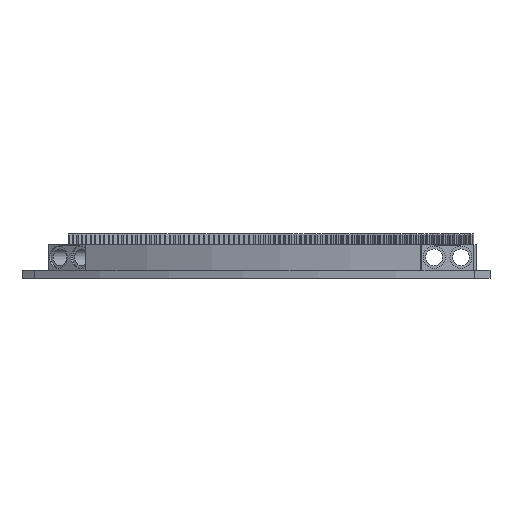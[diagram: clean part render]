
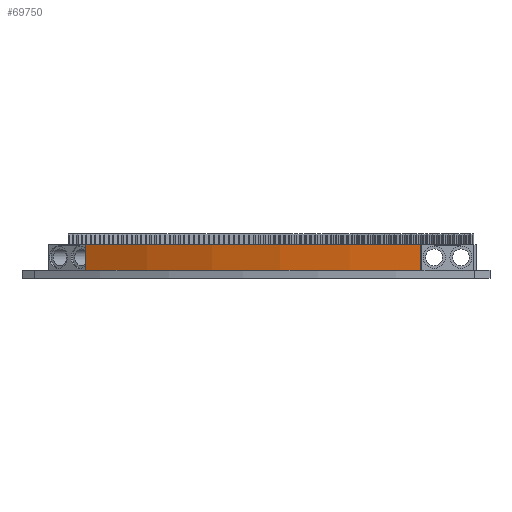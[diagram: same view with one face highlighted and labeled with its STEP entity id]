
A CAD part, left-side view. The second image highlights one B-rep face of the part: STEP entity #69750.
In plain terms, the highlighted cylindrical face has radius 215.9 mm (diameter 431.8 mm), a partial arc.
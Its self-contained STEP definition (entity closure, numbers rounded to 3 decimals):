
#252 = PLANE('',#253);
#253 = AXIS2_PLACEMENT_3D('',#254,#255,#256);
#254 = CARTESIAN_POINT('',(-9.227,-2.044,-4.4));
#255 = DIRECTION('',(-0.,-0.,1.));
#256 = DIRECTION('',(0.316,0.949,0.));
#308 = PLANE('',#309);
#309 = AXIS2_PLACEMENT_3D('',#310,#311,#312);
#310 = CARTESIAN_POINT('',(-9.227,-2.044,3.4));
#311 = DIRECTION('',(0.,0.,-1.));
#312 = DIRECTION('',(0.316,0.949,0.));
#24694 = VERTEX_POINT('',#24695);
#24695 = CARTESIAN_POINT('',(-1.335,51.094,-4.4));
#24709 = PLANE('',#24710);
#24710 = AXIS2_PLACEMENT_3D('',#24711,#24712,#24713);
#24711 = CARTESIAN_POINT('',(-14.69,61.11,-4.4));
#24712 = DIRECTION('',(-0.6,-0.8,0.));
#24713 = DIRECTION('',(0.,0.,1.));
#24721 = EDGE_CURVE('',#24722,#24694,#24724,.T.);
#24722 = VERTEX_POINT('',#24723);
#24723 = CARTESIAN_POINT('',(-34.796,-49.29,-4.4));
#24724 = SURFACE_CURVE('',#24725,(#24730,#24741),.PCURVE_S1.);
#24725 = CIRCLE('',#24726,215.9);
#24726 = AXIS2_PLACEMENT_3D('',#24727,#24728,#24729);
#24727 = CARTESIAN_POINT('',(180.51,-65.29,-4.4));
#24728 = DIRECTION('',(0.,0.,-1.));
#24729 = DIRECTION('',(-1.,0.,0.));
#24730 = PCURVE('',#252,#24731);
#24731 = DEFINITIONAL_REPRESENTATION('',(#24732),#24740);
#24732 = ( BOUNDED_CURVE() B_SPLINE_CURVE(2,(#24733,#24734,#24735,#24736
    ,#24737,#24738,#24739),.UNSPECIFIED.,.T.,.F.) 
B_SPLINE_CURVE_WITH_KNOTS((1,2,2,2,2,1),(-2.094,0.,
    2.094,4.189,6.283,8.378),
.UNSPECIFIED.) CURVE() GEOMETRIC_REPRESENTATION_ITEM() 
RATIONAL_B_SPLINE_CURVE((1.,0.5,1.,0.5,1.,0.5,1.)) REPRESENTATION_ITEM(
  '') );
#24733 = CARTESIAN_POINT('',(-68.274,4.821));
#24734 = CARTESIAN_POINT('',(286.486,123.074));
#24735 = CARTESIAN_POINT('',(211.517,-243.284));
#24736 = CARTESIAN_POINT('',(136.547,-609.641));
#24737 = CARTESIAN_POINT('',(-143.243,-361.537));
#24738 = CARTESIAN_POINT('',(-423.033,-113.433));
#24739 = CARTESIAN_POINT('',(-68.274,4.821));
#24740 = ( GEOMETRIC_REPRESENTATION_CONTEXT(2) 
PARAMETRIC_REPRESENTATION_CONTEXT() REPRESENTATION_CONTEXT('2D SPACE',''
  ) );
#24741 = PCURVE('',#24742,#24747);
#24742 = CYLINDRICAL_SURFACE('',#24743,215.9);
#24743 = AXIS2_PLACEMENT_3D('',#24744,#24745,#24746);
#24744 = CARTESIAN_POINT('',(180.51,-65.29,-4.4));
#24745 = DIRECTION('',(-0.,-0.,1.));
#24746 = DIRECTION('',(-1.,0.,0.));
#24747 = DEFINITIONAL_REPRESENTATION('',(#24748),#24752);
#24748 = LINE('',#24749,#24750);
#24749 = CARTESIAN_POINT('',(-0.,0.));
#24750 = VECTOR('',#24751,1.);
#24751 = DIRECTION('',(-1.,0.));
#24752 = ( GEOMETRIC_REPRESENTATION_CONTEXT(2) 
PARAMETRIC_REPRESENTATION_CONTEXT() REPRESENTATION_CONTEXT('2D SPACE',''
  ) );
#24770 = PLANE('',#24771);
#24771 = AXIS2_PLACEMENT_3D('',#24772,#24773,#24774);
#24772 = CARTESIAN_POINT('',(12.51,-49.29,-4.4));
#24773 = DIRECTION('',(0.,1.,0.));
#24774 = DIRECTION('',(0.,0.,1.));
#26863 = VERTEX_POINT('',#26864);
#26864 = CARTESIAN_POINT('',(-34.796,-49.29,3.4));
#26885 = EDGE_CURVE('',#26863,#26886,#26888,.T.);
#26886 = VERTEX_POINT('',#26887);
#26887 = CARTESIAN_POINT('',(-1.335,51.094,3.4));
#26888 = SURFACE_CURVE('',#26889,(#26894,#26901),.PCURVE_S1.);
#26889 = CIRCLE('',#26890,215.9);
#26890 = AXIS2_PLACEMENT_3D('',#26891,#26892,#26893);
#26891 = CARTESIAN_POINT('',(180.51,-65.29,3.4));
#26892 = DIRECTION('',(0.,0.,-1.));
#26893 = DIRECTION('',(-1.,0.,0.));
#26894 = PCURVE('',#308,#26895);
#26895 = DEFINITIONAL_REPRESENTATION('',(#26896),#26900);
#26896 = CIRCLE('',#26897,215.9);
#26897 = AXIS2_PLACEMENT_2D('',#26898,#26899);
#26898 = CARTESIAN_POINT('',(0.,200.));
#26899 = DIRECTION('',(-0.316,-0.949));
#26900 = ( GEOMETRIC_REPRESENTATION_CONTEXT(2) 
PARAMETRIC_REPRESENTATION_CONTEXT() REPRESENTATION_CONTEXT('2D SPACE',''
  ) );
#26901 = PCURVE('',#24742,#26902);
#26902 = DEFINITIONAL_REPRESENTATION('',(#26903),#26907);
#26903 = LINE('',#26904,#26905);
#26904 = CARTESIAN_POINT('',(-0.,7.8));
#26905 = VECTOR('',#26906,1.);
#26906 = DIRECTION('',(-1.,0.));
#26907 = ( GEOMETRIC_REPRESENTATION_CONTEXT(2) 
PARAMETRIC_REPRESENTATION_CONTEXT() REPRESENTATION_CONTEXT('2D SPACE',''
  ) );
#69728 = EDGE_CURVE('',#24694,#26886,#69729,.T.);
#69729 = SURFACE_CURVE('',#69730,(#69734,#69741),.PCURVE_S1.);
#69730 = LINE('',#69731,#69732);
#69731 = CARTESIAN_POINT('',(-1.335,51.094,-4.4));
#69732 = VECTOR('',#69733,1.);
#69733 = DIRECTION('',(-0.,-0.,1.));
#69734 = PCURVE('',#24709,#69735);
#69735 = DEFINITIONAL_REPRESENTATION('',(#69736),#69740);
#69736 = LINE('',#69737,#69738);
#69737 = CARTESIAN_POINT('',(0.,-16.694));
#69738 = VECTOR('',#69739,1.);
#69739 = DIRECTION('',(1.,0.));
#69740 = ( GEOMETRIC_REPRESENTATION_CONTEXT(2) 
PARAMETRIC_REPRESENTATION_CONTEXT() REPRESENTATION_CONTEXT('2D SPACE',''
  ) );
#69741 = PCURVE('',#24742,#69742);
#69742 = DEFINITIONAL_REPRESENTATION('',(#69743),#69747);
#69743 = LINE('',#69744,#69745);
#69744 = CARTESIAN_POINT('',(-0.569,0.));
#69745 = VECTOR('',#69746,1.);
#69746 = DIRECTION('',(-0.,1.));
#69747 = ( GEOMETRIC_REPRESENTATION_CONTEXT(2) 
PARAMETRIC_REPRESENTATION_CONTEXT() REPRESENTATION_CONTEXT('2D SPACE',''
  ) );
#69750 = ADVANCED_FACE('',(#69751),#24742,.T.);
#69751 = FACE_BOUND('',#69752,.F.);
#69752 = EDGE_LOOP('',(#69753,#69774,#69775,#69776));
#69753 = ORIENTED_EDGE('',*,*,#69754,.F.);
#69754 = EDGE_CURVE('',#24722,#26863,#69755,.T.);
#69755 = SURFACE_CURVE('',#69756,(#69760,#69767),.PCURVE_S1.);
#69756 = LINE('',#69757,#69758);
#69757 = CARTESIAN_POINT('',(-34.796,-49.29,-4.4));
#69758 = VECTOR('',#69759,1.);
#69759 = DIRECTION('',(-0.,-0.,1.));
#69760 = PCURVE('',#24742,#69761);
#69761 = DEFINITIONAL_REPRESENTATION('',(#69762),#69766);
#69762 = LINE('',#69763,#69764);
#69763 = CARTESIAN_POINT('',(-0.074,0.));
#69764 = VECTOR('',#69765,1.);
#69765 = DIRECTION('',(-0.,1.));
#69766 = ( GEOMETRIC_REPRESENTATION_CONTEXT(2) 
PARAMETRIC_REPRESENTATION_CONTEXT() REPRESENTATION_CONTEXT('2D SPACE',''
  ) );
#69767 = PCURVE('',#24770,#69768);
#69768 = DEFINITIONAL_REPRESENTATION('',(#69769),#69773);
#69769 = LINE('',#69770,#69771);
#69770 = CARTESIAN_POINT('',(0.,-47.306));
#69771 = VECTOR('',#69772,1.);
#69772 = DIRECTION('',(1.,0.));
#69773 = ( GEOMETRIC_REPRESENTATION_CONTEXT(2) 
PARAMETRIC_REPRESENTATION_CONTEXT() REPRESENTATION_CONTEXT('2D SPACE',''
  ) );
#69774 = ORIENTED_EDGE('',*,*,#24721,.T.);
#69775 = ORIENTED_EDGE('',*,*,#69728,.T.);
#69776 = ORIENTED_EDGE('',*,*,#26885,.F.);
